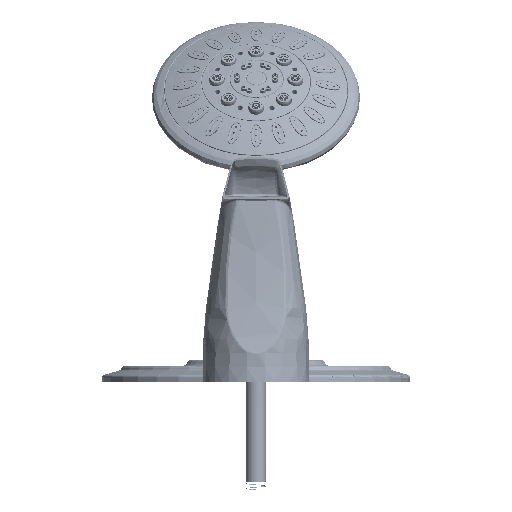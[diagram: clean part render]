
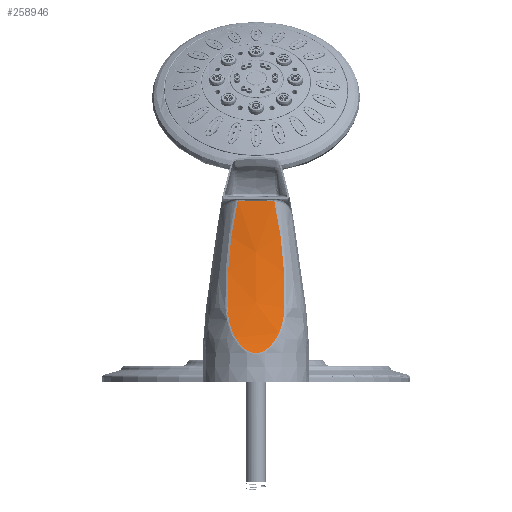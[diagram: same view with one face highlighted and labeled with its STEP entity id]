
A CAD part, front view. The second image highlights one B-rep face of the part: STEP entity #258946.
In plain terms, the highlighted free-form (B-spline) face has degree [3, 3] with [5, 4] control points.
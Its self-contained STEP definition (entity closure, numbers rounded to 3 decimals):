
#252802=CARTESIAN_POINT('',(-12.314,-28.801,
26.397));
#252815=CARTESIAN_POINT('',(-11.006,-17.592,
108.403));
#252817=CARTESIAN_POINT('',(-17.085,-24.346,
44.235));
#252847=CARTESIAN_POINT('',(-10.668,-17.621,
108.405));
#252848=CARTESIAN_POINT('',(-10.781,-17.612,
108.403));
#252849=CARTESIAN_POINT('',(-10.893,-17.602,
108.405));
#252850=CARTESIAN_POINT('',(-11.006,-17.592,
108.403));
#252860=CARTESIAN_POINT('',(11.006,-17.592,
108.403));
#252861=CARTESIAN_POINT('',(11.638,-17.604,
105.768));
#252862=CARTESIAN_POINT('',(12.75,-17.694,
100.46));
#252863=CARTESIAN_POINT('',(14.548,-18.143,
89.77));
#252864=CARTESIAN_POINT('',(16.174,-19.211,
76.337));
#252865=CARTESIAN_POINT('',(17.263,-21.302,
60.224));
#252866=CARTESIAN_POINT('',(17.307,-23.243,
49.538));
#252867=CARTESIAN_POINT('',(17.085,-24.346,
44.235));
#252869=CARTESIAN_POINT('',(17.085,-24.346,
44.235));
#252870=CARTESIAN_POINT('',(16.955,-24.996,
41.106));
#252871=CARTESIAN_POINT('',(16.339,-26.07,
36.44));
#252872=CARTESIAN_POINT('',(14.464,-27.623,
30.518));
#252873=CARTESIAN_POINT('',(13.112,-28.414,
27.722));
#252874=CARTESIAN_POINT('',(12.314,-28.801,
26.397));
#252876=CARTESIAN_POINT('',(12.314,-28.801,
26.397));
#252877=CARTESIAN_POINT('',(11.63,-29.132,
25.262));
#252878=CARTESIAN_POINT('',(10.139,-29.787,
23.066));
#252879=CARTESIAN_POINT('',(7.865,-30.543,
20.627));
#252880=CARTESIAN_POINT('',(5.728,-31.052,
19.017));
#252881=CARTESIAN_POINT('',(3.956,-31.362,
18.051));
#252882=CARTESIAN_POINT('',(2.028,-31.569,
17.412));
#252883=CARTESIAN_POINT('',(0.,-31.642,
17.186));
#252884=CARTESIAN_POINT('',(-2.028,-31.569,
17.412));
#252885=CARTESIAN_POINT('',(-3.956,-31.362,
18.051));
#252886=CARTESIAN_POINT('',(-5.728,-31.052,
19.017));
#252887=CARTESIAN_POINT('',(-7.865,-30.543,
20.627));
#252888=CARTESIAN_POINT('',(-10.139,-29.787,
23.066));
#252889=CARTESIAN_POINT('',(-11.63,-29.132,
25.262));
#252890=CARTESIAN_POINT('',(-12.314,-28.801,
26.397));
#252892=CARTESIAN_POINT('',(-12.314,-28.801,
26.397));
#252893=CARTESIAN_POINT('',(-13.112,-28.414,
27.722));
#252894=CARTESIAN_POINT('',(-14.464,-27.623,
30.518));
#252895=CARTESIAN_POINT('',(-16.339,-26.07,
36.44));
#252896=CARTESIAN_POINT('',(-16.955,-24.996,
41.106));
#252897=CARTESIAN_POINT('',(-17.085,-24.346,
44.235));
#252899=CARTESIAN_POINT('',(-17.085,-24.346,
44.235));
#252900=CARTESIAN_POINT('',(-17.307,-23.243,
49.538));
#252901=CARTESIAN_POINT('',(-17.263,-21.302,
60.224));
#252902=CARTESIAN_POINT('',(-16.174,-19.211,76.337));
#252903=CARTESIAN_POINT('',(-14.548,-18.143,
89.77));
#252904=CARTESIAN_POINT('',(-12.75,-17.694,
100.46));
#252905=CARTESIAN_POINT('',(-11.638,-17.604,
105.768));
#252906=CARTESIAN_POINT('',(-11.006,-17.592,
108.403));
#252908=CARTESIAN_POINT('',(10.668,-17.621,
108.405));
#252909=CARTESIAN_POINT('',(8.299,-17.825,
108.428));
#252910=CARTESIAN_POINT('',(3.552,-18.098,
108.449));
#252911=CARTESIAN_POINT('',(-3.552,-18.098,
108.449));
#252912=CARTESIAN_POINT('',(-8.299,-17.825,
108.428));
#252913=CARTESIAN_POINT('',(-10.668,-17.621,
108.405));
#252923=CARTESIAN_POINT('',(11.006,-17.592,
108.403));
#252924=CARTESIAN_POINT('',(10.893,-17.602,
108.405));
#252925=CARTESIAN_POINT('',(10.781,-17.612,
108.403));
#252926=CARTESIAN_POINT('',(10.668,-17.621,
108.405));
#254139=VERTEX_POINT('',#252802);
#254140=VERTEX_POINT('',#252876);
#254141=VERTEX_POINT('',#252817);
#254143=VERTEX_POINT('',#252815);
#254144=VERTEX_POINT('',#252847);
#254145=VERTEX_POINT('',#252908);
#254146=VERTEX_POINT('',#252923);
#254147=VERTEX_POINT('',#252867);
#258910=CARTESIAN_POINT('',(-20.097,-31.2,
15.218));
#258911=CARTESIAN_POINT('',(-18.49,-22.408,
46.116));
#258912=CARTESIAN_POINT('',(-16.906,-17.648,
78.16));
#258913=CARTESIAN_POINT('',(-15.297,-17.085,
110.281));
#258914=CARTESIAN_POINT('',(-13.418,-31.812,
15.392));
#258915=CARTESIAN_POINT('',(-12.348,-23.035,
46.238));
#258916=CARTESIAN_POINT('',(-11.297,-18.285,
78.227));
#258917=CARTESIAN_POINT('',(-10.225,-17.722,
110.292));
#258918=CARTESIAN_POINT('',(-0.003,-32.427,
15.567));
#258919=CARTESIAN_POINT('',(-0.002,-23.666,
46.36));
#258920=CARTESIAN_POINT('',(-0.002,-18.926,
78.294));
#258921=CARTESIAN_POINT('',(-0.002,-18.365,
110.303));
#258922=CARTESIAN_POINT('',(13.413,-31.813,
15.392));
#258923=CARTESIAN_POINT('',(12.343,-23.035,
46.238));
#258924=CARTESIAN_POINT('',(11.293,-18.285,
78.227));
#258925=CARTESIAN_POINT('',(10.221,-17.723,
110.292));
#258926=CARTESIAN_POINT('',(20.09,-31.201,
15.218));
#258927=CARTESIAN_POINT('',(18.483,-22.408,
46.117));
#258928=CARTESIAN_POINT('',(16.9,-17.649,
78.161));
#258929=CARTESIAN_POINT('',(15.292,-17.086,
110.281));
#258930=B_SPLINE_SURFACE_WITH_KNOTS('',3,3,((#258910,#258911,#258912,#258913),(
#258914,#258915,#258916,#258917),(#258918,#258919,#258920,#258921),(#258922,
#258923,#258924,#258925),(#258926,#258927,#258928,#258929)),.UNSPECIFIED.,.F.,
.F.,.F.,(4,1,4),(4,4),(0.256,0.5,0.744),(
0.021,0.28),.UNSPECIFIED.);
#258931=ORIENTED_EDGE('',*,*,#258901,.F.);
#258933=ORIENTED_EDGE('',*,*,#258932,.F.);
#258935=ORIENTED_EDGE('',*,*,#258934,.F.);
#258937=ORIENTED_EDGE('',*,*,#258936,.T.);
#258939=ORIENTED_EDGE('',*,*,#258938,.T.);
#258941=ORIENTED_EDGE('',*,*,#258940,.T.);
#258942=ORIENTED_EDGE('',*,*,#258642,.T.);
#258943=ORIENTED_EDGE('',*,*,#258702,.T.);
#258944=EDGE_LOOP('',(#258931,#258933,#258935,#258937,#258939,#258941,#258942,
#258943));
#258945=FACE_OUTER_BOUND('',#258944,.F.);
#258946=ADVANCED_FACE('',(#258945),#258930,.T.);
#252851=B_SPLINE_CURVE_WITH_KNOTS('',3,(#252847,#252848,#252849,#252850),
.UNSPECIFIED.,.F.,.F.,(4,4),(0.,1.),.UNSPECIFIED.);
#252868=B_SPLINE_CURVE_WITH_KNOTS('',3,(#252860,#252861,#252862,#252863,#252864,
#252865,#252866,#252867),.UNSPECIFIED.,.F.,.F.,(4,1,1,1,1,4),(0.,0.125,
0.25,0.5,0.75,1.),.UNSPECIFIED.);
#252875=B_SPLINE_CURVE_WITH_KNOTS('',3,(#252869,#252870,#252871,#252872,#252873,
#252874),.UNSPECIFIED.,.F.,.F.,(4,1,1,4),(0.,0.5,0.75,1.),
.UNSPECIFIED.);
#252891=B_SPLINE_CURVE_WITH_KNOTS('',3,(#252876,#252877,#252878,#252879,#252880,
#252881,#252882,#252883,#252884,#252885,#252886,#252887,#252888,#252889,
#252890),.UNSPECIFIED.,.F.,.F.,(4,1,1,1,1,1,1,1,1,1,1,1,4),(0.,0.125,0.25,
0.313,0.375,0.438,0.5,0.563,0.625,0.688,0.75,0.875,1.),
.UNSPECIFIED.);
#252898=B_SPLINE_CURVE_WITH_KNOTS('',3,(#252892,#252893,#252894,#252895,#252896,
#252897),.UNSPECIFIED.,.F.,.F.,(4,1,1,4),(0.,0.25,0.5,1.),
.UNSPECIFIED.);
#252907=B_SPLINE_CURVE_WITH_KNOTS('',3,(#252899,#252900,#252901,#252902,#252903,
#252904,#252905,#252906),.UNSPECIFIED.,.F.,.F.,(4,1,1,1,1,4),(0.,0.25,0.5,
0.75,0.875,1.),.UNSPECIFIED.);
#252914=B_SPLINE_CURVE_WITH_KNOTS('',3,(#252908,#252909,#252910,#252911,#252912,
#252913),.UNSPECIFIED.,.F.,.F.,(4,1,1,4),(0.,0.333,
0.667,1.),.UNSPECIFIED.);
#252927=B_SPLINE_CURVE_WITH_KNOTS('',3,(#252923,#252924,#252925,#252926),
.UNSPECIFIED.,.F.,.F.,(4,4),(0.,1.),.UNSPECIFIED.);
#258642=EDGE_CURVE('',#254139,#254141,#252898,.T.);
#258702=EDGE_CURVE('',#254141,#254143,#252907,.T.);
#258901=EDGE_CURVE('',#254144,#254143,#252851,.T.);
#258932=EDGE_CURVE('',#254145,#254144,#252914,.T.);
#258934=EDGE_CURVE('',#254146,#254145,#252927,.T.);
#258936=EDGE_CURVE('',#254146,#254147,#252868,.T.);
#258938=EDGE_CURVE('',#254147,#254140,#252875,.T.);
#258940=EDGE_CURVE('',#254140,#254139,#252891,.T.);
